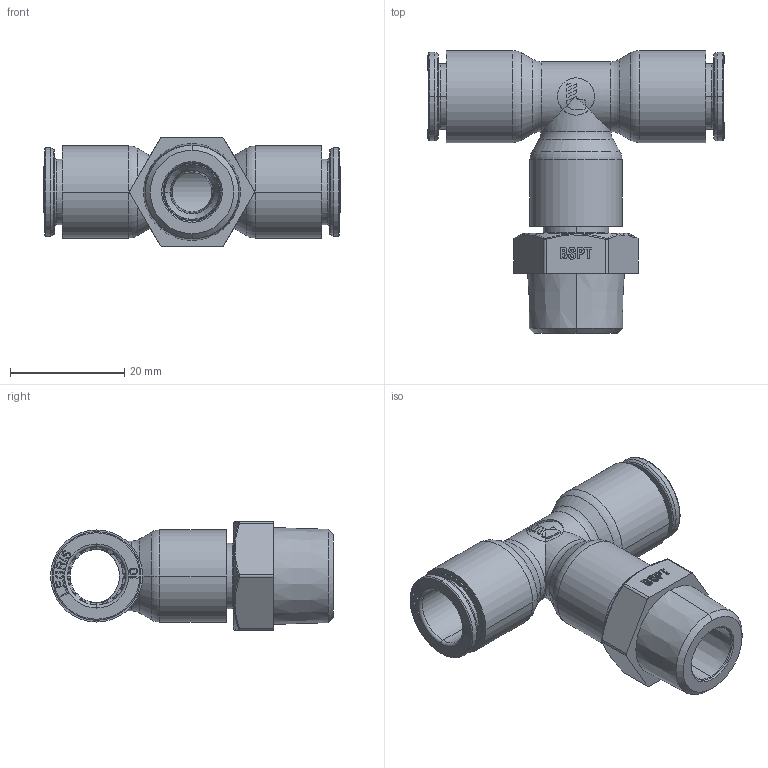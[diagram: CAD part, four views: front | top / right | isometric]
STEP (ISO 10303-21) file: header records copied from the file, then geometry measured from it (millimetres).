
FILE_DESCRIPTION(('STEP AP214'),'1');
FILE_NAME('6878_10_17.stp','2016-07-07T14:47:49',('TraceParts'),('TraceParts S.A.'),'Spatial InterOp 3D',' ',' ');
FILE_SCHEMA(('automotive_design'));
Length unit declared in the file: millimetre
Products named in the file (17): 6878 10 17|44110-19_ASM_1943#44110-19_ASM|44110-32_1939#44110-32;Solide1; 6878 10 17|44110-19_ASM_1943#44110-19_ASM|44110_1940#44110;Solide1; 6878 10 17|44110-19_ASM_1943#44110-19_ASM|44110-30_1941#44110-30;Solide1; 6878 10 17|44110-19_ASM_1943#44110-19_ASM|44110-40_1942#44110-40;Solide1; 6878 10 17|44110-19_ASM_1944#44110-19_ASM|44110-32_1939#44110-32;Solide1; 6878 10 17|44110-19_ASM_1944#44110-19_ASM|44110_1940#44110;Solide1; 6878 10 17|44110-19_ASM_1944#44110-19_ASM|44110-30_1941#44110-30;Solide1; 6878 10 17|44110-19_ASM_1944#44110-19_ASM|44110-40_1942#44110-40;Solide1; 6878 10 17|44110-19_ASM_1945#44110-19_ASM|44110-32_1939#44110-32;Solide1; 6878 10 17|44110-19_ASM_1945#44110-19_ASM|44110_1940#44110;Solide1; 6878 10 17|44110-19_ASM_1945#44110-19_ASM|44110-30_1941#44110-30;Solide1; 6878 10 17|44110-19_ASM_1945#44110-19_ASM|44110-40_1942#44110-40;Solide1; 6878 10 17|44520-04_1938#44520-04;Solide1; 6878 10 17|44110-11-10-ASM_1946#44110-11-10-ASM;Solide1; 6878 10 17|44110-11-10-ASM_1947#44110-11-10-ASM;Solide1; 6878 10 17|44110-11-10-ASM_1948#44110-11-10-ASM;Solide1; 6878 10 17|44520-58_RAINURE_1949#44520-58_RAINURE;Solide1
Bounding box: 51.8 x 49.45 x 19 mm (x, y, z)
Volume: 9431.8 mm3; surface area: 15988.4 mm2
Topology: 17 solids, 17 shells, 2140 faces, 5481 edges, 3448 vertices
Faces by surface type: plane 894, cylinder 355, bspline 334, torus 285, cone 272
Entity records: 94767 total; most frequent: CARTESIAN_POINT 26358, ORIENTED_EDGE 10962, DIRECTION 10135, EDGE_CURVE 5481, AXIS2_PLACEMENT_3D 3513, VERTEX_POINT 3448, LINE 3109, VECTOR 3109
